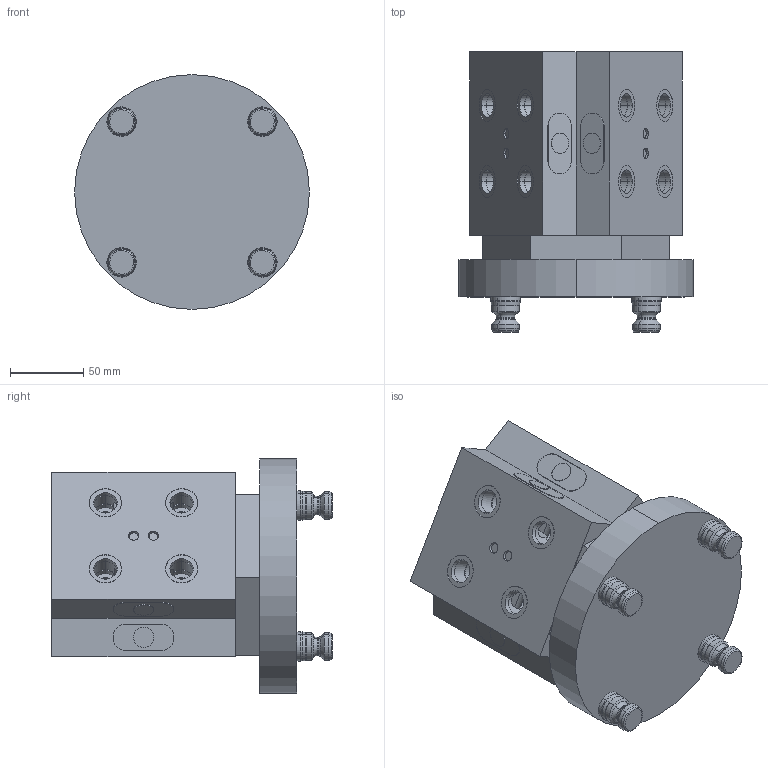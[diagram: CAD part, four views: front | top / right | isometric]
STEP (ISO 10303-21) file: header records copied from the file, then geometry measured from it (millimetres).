
FILE_DESCRIPTION (( 'STEP AP214' ), '1' );
FILE_NAME ('D_RL52A-T31.STEP', '2020-03-09T23:22:23', ( '' ), ( '' ), 'SwSTEP 2.0', 'SolidWorks 2018', '' );
FILE_SCHEMA (( 'AUTOMOTIVE_DESIGN' ));
Length unit declared in the file: millimetre
Products named in the file (3): D_RL52A-T31; D_PS20F_HARD TURN
Assembly tree (5 placements, depth 2):
  D_RL52A-T31
    D_RL52A-T31
    D_PS20F_HARD TURN  x4
Bounding box: 160 x 191 x 160 mm (x, y, z)
Volume: 2086065.7 mm3; surface area: 188203.4 mm2
Topology: 14 solids, 14 shells, 576 faces, 1309 edges, 820 vertices
Faces by surface type: cylinder 286, plane 174, torus 64, cone 52
Entity records: 16415 total; most frequent: CARTESIAN_POINT 3740, DIRECTION 2527, ORIENTED_EDGE 2138, EDGE_CURVE 1069, AXIS2_PLACEMENT_3D 1039, VERTEX_POINT 700, CIRCLE 572, EDGE_LOOP 569
